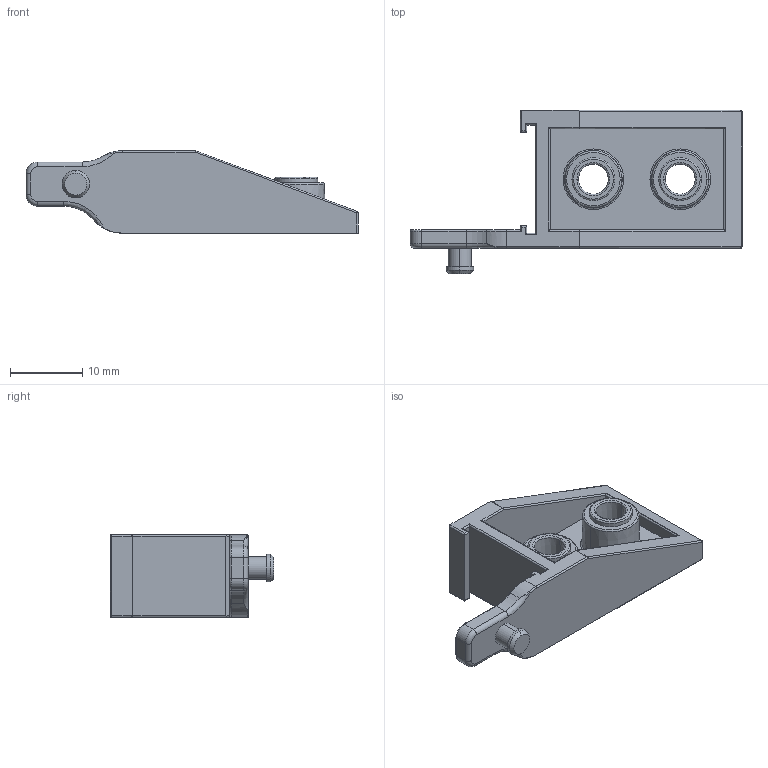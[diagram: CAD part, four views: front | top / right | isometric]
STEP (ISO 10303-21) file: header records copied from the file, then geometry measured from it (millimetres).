
FILE_DESCRIPTION (( 'STEP AP214' ), '1' );
FILE_NAME ('gripper finger left.STEP', '2009-11-06T13:52:07', ( 'Eric Work' ), ( 'Hewlett-Packard' ), 'SwSTEP 2.0', 'SolidWorks 2009', '' );
FILE_SCHEMA (( 'AUTOMOTIVE_DESIGN' ));
Length unit declared in the file: inch
Products named in the file (1): gripper finger left
Bounding box: 45.9 x 22.61 x 11.43 mm (x, y, z)
Volume: 3066 mm3; surface area: 3177.9 mm2
Topology: 1 solids, 1 shells, 142 faces, 325 edges, 184 vertices
Faces by surface type: cylinder 59, torus 36, plane 30, cone 10, sphere 5, bspline 2
Entity records: 4024 total; most frequent: CARTESIAN_POINT 851, DIRECTION 707, ORIENTED_EDGE 636, EDGE_CURVE 318, AXIS2_PLACEMENT_3D 286, VERTEX_POINT 184, EDGE_LOOP 152, CIRCLE 145
